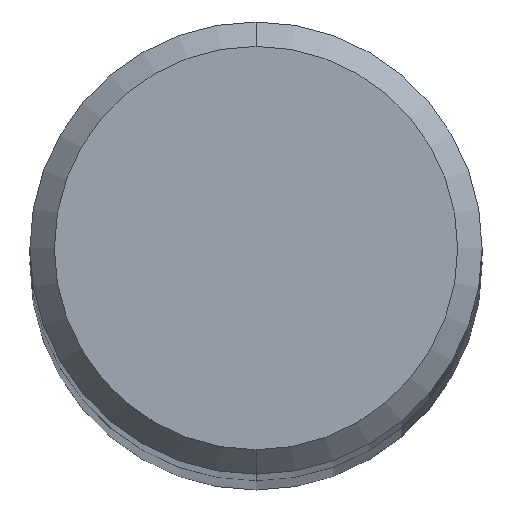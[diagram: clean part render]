
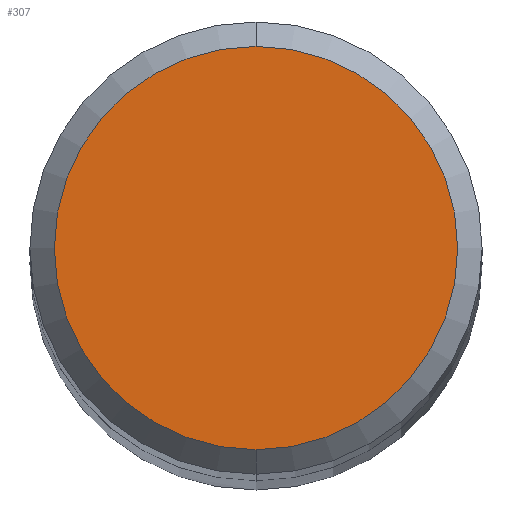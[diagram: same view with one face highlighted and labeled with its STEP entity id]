
A CAD part, top view. The second image highlights one B-rep face of the part: STEP entity #307.
In plain terms, the highlighted planar face has unit normal (0, 0, 1).
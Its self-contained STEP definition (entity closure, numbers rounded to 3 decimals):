
#167=VERTEX_POINT('',#427);
#185=VERTEX_POINT('',#448);
#267=EDGE_CURVE('',#185,#167,#536,.T.);
#307=ADVANCED_FACE('',(#581),#582,.T.);
#383=EDGE_CURVE('',#167,#185,#664,.T.);
#427=CARTESIAN_POINT('',(0.,-3.3,58.0));
#448=CARTESIAN_POINT('',(0.0,3.3,58.0));
#536=CIRCLE('',#992,3.3);
#581=FACE_OUTER_BOUND('',#1077,.T.);
#582=PLANE('',#1078);
#664=CIRCLE('',#1259,3.3);
#992=AXIS2_PLACEMENT_3D('',#1385,#1386,#1387);
#1077=EDGE_LOOP('',(#1458,#1459));
#1078=AXIS2_PLACEMENT_3D('',#1460,#1461,#1462);
#1259=AXIS2_PLACEMENT_3D('',#1533,#1534,#1535);
#1385=CARTESIAN_POINT('',(0.0,0.0,58.0));
#1386=DIRECTION('',(0.0,0.0,-1.0));
#1387=DIRECTION('',(0.0,1.0,0.0));
#1458=ORIENTED_EDGE('',*,*,#267,.F.);
#1459=ORIENTED_EDGE('',*,*,#383,.F.);
#1460=CARTESIAN_POINT('',(0.0,1.65,58.0));
#1461=DIRECTION('',(-0.0,0.0,1.0));
#1462=DIRECTION('',(0.0,-1.0,0.0));
#1533=CARTESIAN_POINT('',(0.0,0.0,58.0));
#1534=DIRECTION('',(0.0,0.0,-1.0));
#1535=DIRECTION('',(0.0,1.0,0.0));
